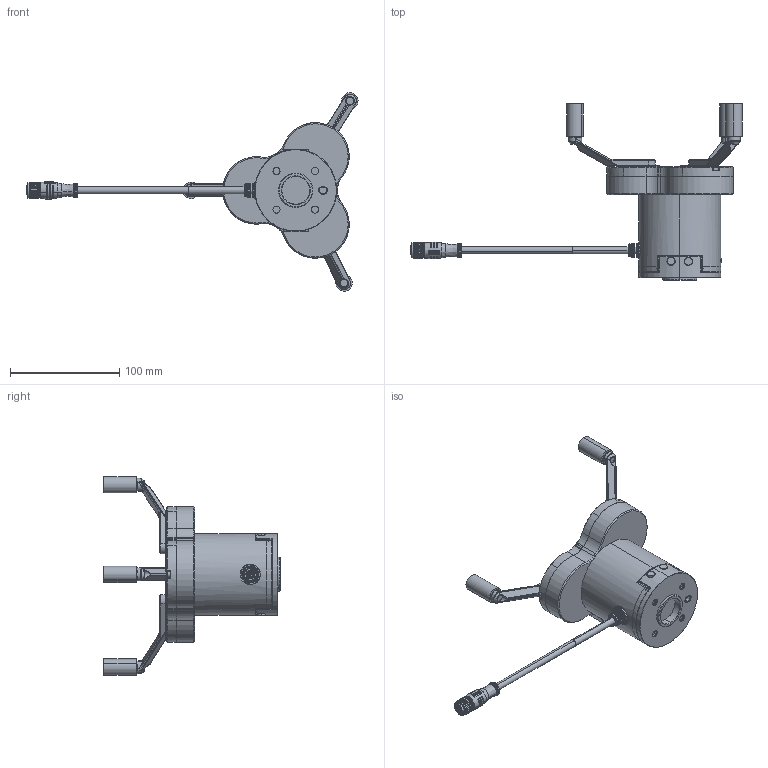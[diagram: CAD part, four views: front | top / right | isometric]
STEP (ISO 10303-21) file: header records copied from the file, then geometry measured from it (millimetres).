
FILE_DESCRIPTION (( 'STEP AP214' ), '1' );
FILE_NAME ('CGI-100-170-W-S.STEP', '2023-07-21T08:55:38', ( '' ), ( '' ), 'SwSTEP 2.0', 'SolidWorks 2020', '' );
FILE_SCHEMA (( 'AUTOMOTIVE_DESIGN' ));
Length unit declared in the file: millimetre
Products named in the file (4): 俋褲; 忒硌價釱; FLANGE--; CGI-100-170-W-S
Assembly tree (5 placements, depth 2):
  CGI-100-170-W-S
    俋褲
    忒硌價釱  x3
    FLANGE--
Bounding box: 304.58 x 162 x 182.23 mm (x, y, z)
Volume: 119230.9 mm3; surface area: 138890.1 mm2
Topology: 13 solids, 25 shells, 1850 faces, 4390 edges, 2710 vertices
Faces by surface type: cylinder 592, plane 550, cone 374, bspline 296, torus 36, sphere 2
Full cylindrical faces by diameter (mm): 11.1 x3
Entity records: 79941 total; most frequent: CARTESIAN_POINT 30592, ORIENTED_EDGE 7288, DIRECTION 6439, EDGE_CURVE 3648, AXIS2_PLACEMENT_3D 2539, VERTEX_POINT 2292, EDGE_LOOP 1708, FACE_OUTER_BOUND 1537
